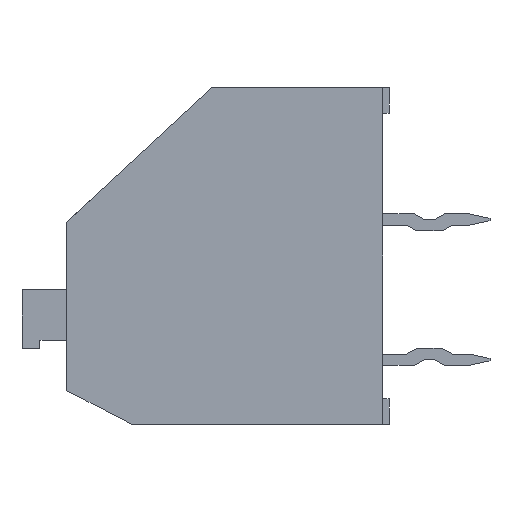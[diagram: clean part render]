
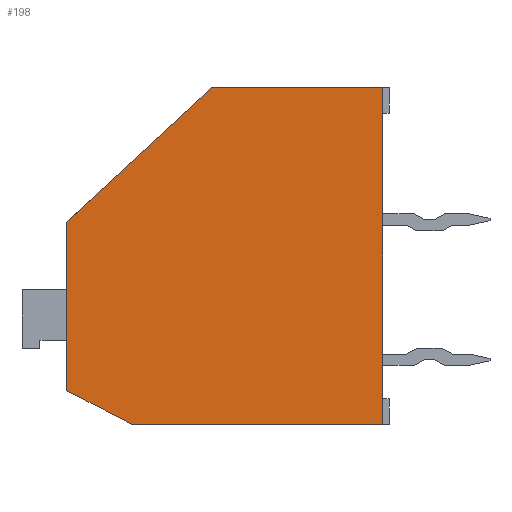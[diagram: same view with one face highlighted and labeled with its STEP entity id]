
A CAD part, left-side view. The second image highlights one B-rep face of the part: STEP entity #198.
In plain terms, the highlighted planar face has unit normal (-1, 0, 0).
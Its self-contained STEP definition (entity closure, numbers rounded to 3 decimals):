
#198=ADVANCED_FACE('',(#513),#514,.T.);
#513=FACE_OUTER_BOUND('',#829,.T.);
#514=PLANE('',#830);
#829=EDGE_LOOP('',(#2121,#2122,#2123,#2124,#2125,#2126));
#830=AXIS2_PLACEMENT_3D('',#2127,#2128,#2129);
#2121=ORIENTED_EDGE('',*,*,#2554,.T.);
#2122=ORIENTED_EDGE('',*,*,#2557,.T.);
#2123=ORIENTED_EDGE('',*,*,#2564,.F.);
#2124=ORIENTED_EDGE('',*,*,#2565,.T.);
#2125=ORIENTED_EDGE('',*,*,#2548,.T.);
#2126=ORIENTED_EDGE('',*,*,#2540,.T.);
#2127=CARTESIAN_POINT('',(-7.75,0.0,0.0));
#2128=DIRECTION('',(-1.0,0.0,0.0));
#2129=DIRECTION('',(0.0,0.0,1.0));
#2540=EDGE_CURVE('',#3235,#3233,#3236,.T.);
#2548=EDGE_CURVE('',#3243,#3235,#3247,.T.);
#2554=EDGE_CURVE('',#3233,#3252,#3254,.T.);
#2557=EDGE_CURVE('',#3252,#3257,#3259,.T.);
#2564=EDGE_CURVE('',#3266,#3257,#3268,.T.);
#2565=EDGE_CURVE('',#3266,#3243,#3269,.T.);
#3233=VERTEX_POINT('',#4309);
#3235=VERTEX_POINT('',#4312);
#3236=LINE('',#4313,#4314);
#3243=VERTEX_POINT('',#4326);
#3247=LINE('',#4332,#4333);
#3252=VERTEX_POINT('',#4342);
#3254=LINE('',#4345,#4346);
#3257=VERTEX_POINT('',#4350);
#3259=LINE('',#4353,#4354);
#3266=VERTEX_POINT('',#4366);
#3268=LINE('',#4369,#4370);
#3269=LINE('',#4371,#4372);
#4309=CARTESIAN_POINT('',(-7.75,-5.52,-6.0));
#4312=CARTESIAN_POINT('',(-7.75,3.45,-6.0));
#4313=CARTESIAN_POINT('',(-7.75,3.45,-6.0));
#4314=VECTOR('',#4820,1.0);
#4326=CARTESIAN_POINT('',(-7.75,5.75,-4.8));
#4332=CARTESIAN_POINT('',(-7.75,5.75,-4.8));
#4333=VECTOR('',#4828,1.0);
#4342=CARTESIAN_POINT('',(-7.75,-5.52,6.0));
#4345=CARTESIAN_POINT('',(-7.75,-5.52,-0.268));
#4346=VECTOR('',#4834,1.0);
#4350=CARTESIAN_POINT('',(-7.75,0.575,6.0));
#4353=CARTESIAN_POINT('',(-7.75,-5.75,6.0));
#4354=VECTOR('',#4837,1.0);
#4366=CARTESIAN_POINT('',(-7.75,5.75,1.2));
#4369=CARTESIAN_POINT('',(-7.75,5.75,1.2));
#4370=VECTOR('',#4844,1.0);
#4371=CARTESIAN_POINT('',(-7.75,5.75,-3.0));
#4372=VECTOR('',#4845,1.0);
#4820=DIRECTION('',(0.,-1.0,0.));
#4828=DIRECTION('',(0.,-0.887,-0.463));
#4834=DIRECTION('',(0.,0.0,1.0));
#4837=DIRECTION('',(0.0,1.0,0.0));
#4844=DIRECTION('',(0.,-0.733,0.68));
#4845=DIRECTION('',(0.,0.0,-1.0));
